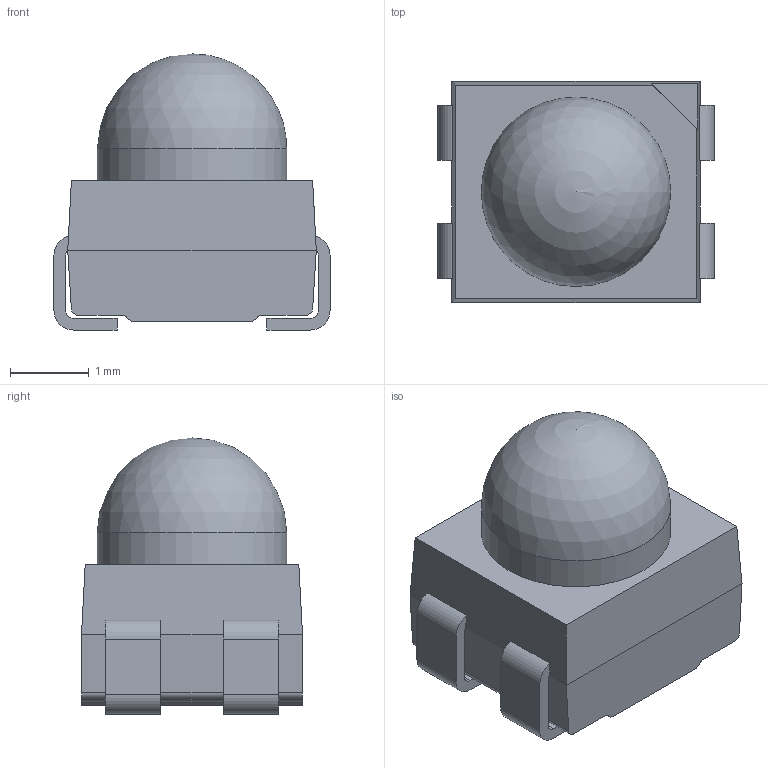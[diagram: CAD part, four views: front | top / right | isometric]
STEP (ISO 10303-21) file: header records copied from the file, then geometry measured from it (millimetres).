
FILE_DESCRIPTION(/* description */ ('Unknown'),/* implementation_level */ '2;1');
FILE_NAME(/* name */ '150141xx43100',/* time_stamp */ '2018-07-13T10:45:07+02:00',/* author */ ('Unknown'),/* organization */ ('Unknown'),/* preprocessor_version */ 'ST-DEVELOPER v16.7',/* originating_system */ 'DEX',/* authorisation */ $);
FILE_SCHEMA (('AUTOMOTIVE_DESIGN {1 0 10303 214 3 1 1}'));
Length unit declared in the file: millimetre
Products named in the file (4): 150141xx43100; Body; Pins; Dome
Assembly tree (3 placements, depth 2):
  150141xx43100
    Body
    Pins
    Dome
Bounding box: 3.5 x 2.8 x 3.5 mm (x, y, z)
Volume: 18.2 mm3; surface area: 87 mm2
Topology: 4 solids, 4 shells, 135 faces, 373 edges, 247 vertices
Faces by surface type: plane 96, cylinder 33, bspline 4, cone 1, sphere 1
Full cylindrical faces by diameter (mm): 0.6 x1, 2.4 x1
Entity records: 5078 total; most frequent: CARTESIAN_POINT 883, ORIENTED_EDGE 734, DIRECTION 692, EDGE_CURVE 367, LINE 276, VECTOR 276, VERTEX_POINT 245, AXIS2_PLACEMENT_3D 208
